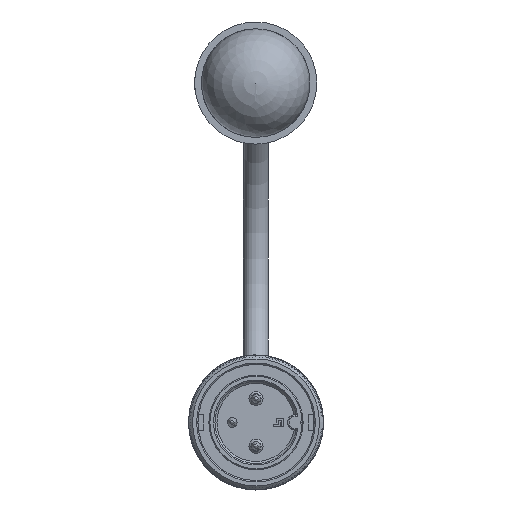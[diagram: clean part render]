
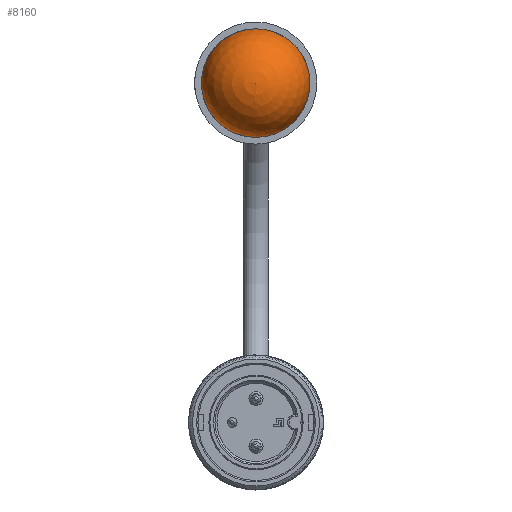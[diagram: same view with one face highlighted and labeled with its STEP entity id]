
A CAD part, left-side view. The second image highlights one B-rep face of the part: STEP entity #8160.
In plain terms, the highlighted spherical face has radius 8 mm.
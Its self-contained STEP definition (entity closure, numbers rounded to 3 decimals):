
#24=SPHERICAL_SURFACE('',#8995,8.);
#2326=FACE_OUTER_BOUND('',#2846,.T.);
#2846=EDGE_LOOP('',(#7214));
#3234=CIRCLE('',#8996,8.);
#3974=VERTEX_POINT('',#18189);
#5057=EDGE_CURVE('',#3974,#3974,#3234,.T.);
#7214=ORIENTED_EDGE('',*,*,#5057,.T.);
#8160=ADVANCED_FACE('',(#2326),#24,.T.);
#8995=AXIS2_PLACEMENT_3D('',#18188,#11291,#11292);
#8996=AXIS2_PLACEMENT_3D('',#18190,#11293,#11294);
#11291=DIRECTION('center_axis',(1.,0.,0.));
#11292=DIRECTION('ref_axis',(0.,0.,-1.));
#11293=DIRECTION('center_axis',(-1.,0.,0.));
#11294=DIRECTION('ref_axis',(0.,-1.,0.));
#18188=CARTESIAN_POINT('Origin',(-1042.,0.,0.));
#18189=CARTESIAN_POINT('',(-1042.,8.,0.));
#18190=CARTESIAN_POINT('Origin',(-1042.,0.,0.));
